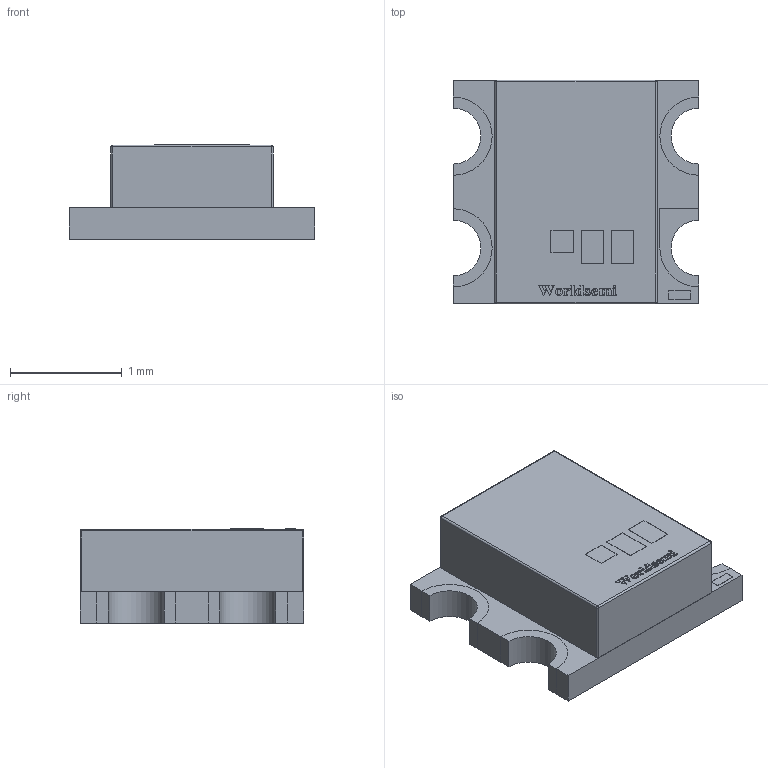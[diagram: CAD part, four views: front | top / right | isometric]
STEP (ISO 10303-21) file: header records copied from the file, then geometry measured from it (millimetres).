
FILE_DESCRIPTION(/* description */ (''),/* implementation_level */ '2;1');
FILE_NAME(/* name */ 'WS2812B-2020 rgb smd 4.stp',/* time_stamp */ '2023-06-03T10:21:54-04:00',/* author */ ('rabri'),/* organization */ (''),/* preprocessor_version */ 'ST-DEVELOPER v18',/* originating_system */ 'Autodesk Inventor 2020',/* authorisation */ '');
FILE_SCHEMA (('AUTOMOTIVE_DESIGN { 1 0 10303 214 3 1 1 }'));
Length unit declared in the file: millimetre
Products named in the file (9): Everlight EAST1616RGBB2 - RGB LED 0606; terminals; base; lens; red; blue; green; marking; logo
Assembly tree (8 placements, depth 2):
  Everlight EAST1616RGBB2 - RGB LED 0606
    terminals
    base
    lens
    red
    blue
    green
    marking
    logo
Bounding box: 2.2 x 2 x 0.84 mm (x, y, z)
Volume: 2.7 mm3; surface area: 25.1 mm2
Topology: 20 solids, 20 shells, 324 faces, 826 edges, 542 vertices
Faces by surface type: plane 188, bspline 112, cylinder 20, sphere 4
Entity records: 10491 total; most frequent: CARTESIAN_POINT 2997, ORIENTED_EDGE 1652, DIRECTION 1100, EDGE_CURVE 826, LINE 562, VECTOR 562, VERTEX_POINT 542, EDGE_LOOP 330
